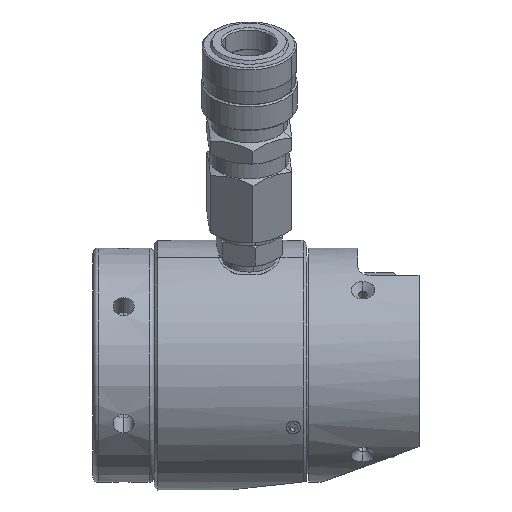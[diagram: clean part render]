
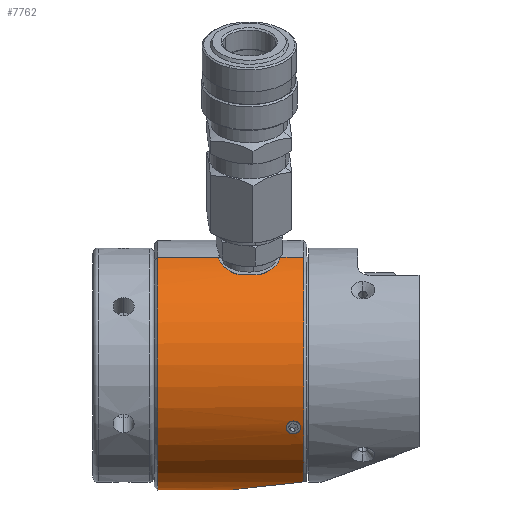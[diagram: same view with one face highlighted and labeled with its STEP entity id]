
A CAD part, left-side view. The second image highlights one B-rep face of the part: STEP entity #7762.
In plain terms, the highlighted cylindrical face has radius 36.75 mm (diameter 73.5 mm), a partial arc.
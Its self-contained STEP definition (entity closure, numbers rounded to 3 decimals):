
#904=DIRECTION('',(0.,1.,0.));
#905=VECTOR('',#904,43.);
#906=CARTESIAN_POINT('',(18.375,34.,-31.826));
#907=LINE('',#906,#905);
#1005=CARTESIAN_POINT('',(0.,77.,0.));
#1006=DIRECTION('',(0.,1.,0.));
#1007=DIRECTION('',(0.5,0.,-0.866));
#1008=AXIS2_PLACEMENT_3D('',#1005,#1006,#1007);
#1010=DIRECTION('',(0.,1.,0.));
#1011=VECTOR('',#1010,18.);
#1012=CARTESIAN_POINT('',(-18.375,59.,31.826));
#1013=LINE('',#1012,#1011);
#1014=CARTESIAN_POINT('',(-25.249,52.915,26.703));
#1015=CARTESIAN_POINT('',(-25.095,53.519,26.849));
#1016=CARTESIAN_POINT('',(-24.698,54.651,27.219));
#1017=CARTESIAN_POINT('',(-23.839,56.156,27.979));
#1018=CARTESIAN_POINT('',(-22.728,57.4,28.893));
#1019=CARTESIAN_POINT('',(-21.411,58.319,29.886));
#1020=CARTESIAN_POINT('',(-19.939,58.877,30.888));
#1021=CARTESIAN_POINT('',(-18.908,59.,31.519));
#1022=CARTESIAN_POINT('',(-18.375,59.,31.826));
#1024=DIRECTION('',(0.,1.,0.));
#1025=VECTOR('',#1024,5.831);
#1026=CARTESIAN_POINT('',(-25.249,47.085,26.703));
#1027=LINE('',#1026,#1025);
#1028=CARTESIAN_POINT('',(-18.375,41.,31.826));
#1029=CARTESIAN_POINT('',(-18.907,41.,31.519));
#1030=CARTESIAN_POINT('',(-19.937,41.124,30.89));
#1031=CARTESIAN_POINT('',(-21.412,41.68,29.885));
#1032=CARTESIAN_POINT('',(-22.727,42.601,28.894));
#1033=CARTESIAN_POINT('',(-23.828,43.829,27.989));
#1034=CARTESIAN_POINT('',(-24.701,45.349,27.217));
#1035=CARTESIAN_POINT('',(-25.095,46.481,26.849));
#1036=CARTESIAN_POINT('',(-25.249,47.085,26.703));
#1038=DIRECTION('',(0.,1.,0.));
#1039=VECTOR('',#1038,7.);
#1040=CARTESIAN_POINT('',(-18.375,34.,31.826));
#1041=LINE('',#1040,#1039);
#2208=CARTESIAN_POINT('',(0.,34.,0.));
#2209=DIRECTION('',(0.,-1.,0.));
#2210=DIRECTION('',(0.355,0.,-0.935));
#2211=AXIS2_PLACEMENT_3D('',#2208,#2209,#2210);
#2218=CARTESIAN_POINT('',(0.,34.,0.));
#2219=DIRECTION('',(0.,-1.,0.));
#2220=DIRECTION('',(-0.5,0.,0.866));
#2221=AXIS2_PLACEMENT_3D('',#2218,#2219,#2220);
#2223=CARTESIAN_POINT('',(-13.037,34.,-34.36));
#2224=CARTESIAN_POINT('',(-10.864,41.507,
-35.184));
#2225=CARTESIAN_POINT('',(-6.519,52.28,
-36.367));
#2226=CARTESIAN_POINT('',(0.,57.506,
-36.941));
#2227=CARTESIAN_POINT('',(6.519,52.28,-36.367));
#2228=CARTESIAN_POINT('',(10.864,41.507,-35.184));
#2229=CARTESIAN_POINT('',(13.037,34.,-34.36));
#2238=CARTESIAN_POINT('',(13.037,34.,-34.36));
#3918=CARTESIAN_POINT('',(-31.826,39.1,-18.375));
#3919=CARTESIAN_POINT('',(-31.95,39.1,-18.161));
#3920=CARTESIAN_POINT('',(-32.178,39.026,
-17.756));
#3921=CARTESIAN_POINT('',(-32.483,38.707,
-17.191));
#3922=CARTESIAN_POINT('',(-32.708,38.225,
-16.756));
#3923=CARTESIAN_POINT('',(-32.846,37.637,
-16.484));
#3924=CARTESIAN_POINT('',(-32.892,36.999,
-16.392));
#3925=CARTESIAN_POINT('',(-32.846,36.362,
-16.484));
#3926=CARTESIAN_POINT('',(-32.708,35.774,
-16.757));
#3927=CARTESIAN_POINT('',(-32.483,35.292,
-17.192));
#3928=CARTESIAN_POINT('',(-32.178,34.974,
-17.756));
#3929=CARTESIAN_POINT('',(-31.95,34.9,-18.161));
#3930=CARTESIAN_POINT('',(-31.826,34.9,-18.375));
#4009=CARTESIAN_POINT('',(-31.826,34.9,-18.375));
#4010=CARTESIAN_POINT('',(-31.703,34.9,-18.589));
#4011=CARTESIAN_POINT('',(-31.466,34.974,
-18.99));
#4012=CARTESIAN_POINT('',(-31.129,35.293,
-19.536));
#4013=CARTESIAN_POINT('',(-30.866,35.775,
-19.948));
#4014=CARTESIAN_POINT('',(-30.698,36.363,
-20.204));
#4015=CARTESIAN_POINT('',(-30.642,37.001,
-20.289));
#4016=CARTESIAN_POINT('',(-30.699,37.638,
-20.203));
#4017=CARTESIAN_POINT('',(-30.866,38.226,
-19.948));
#4018=CARTESIAN_POINT('',(-31.13,38.708,
-19.535));
#4019=CARTESIAN_POINT('',(-31.466,39.026,
-18.989));
#4020=CARTESIAN_POINT('',(-31.703,39.1,-18.589));
#4021=CARTESIAN_POINT('',(-31.826,39.1,-18.375));
#5625=CARTESIAN_POINT('',(18.375,34.,-31.826));
#5626=CARTESIAN_POINT('',(18.375,77.,-31.826));
#5627=VERTEX_POINT('',#5625);
#5628=VERTEX_POINT('',#5626);
#5629=VERTEX_POINT('',#2238);
#5631=CARTESIAN_POINT('',(-18.375,59.,31.826));
#5632=CARTESIAN_POINT('',(-18.375,77.,31.826));
#5633=VERTEX_POINT('',#5631);
#5634=VERTEX_POINT('',#5632);
#5639=CARTESIAN_POINT('',(-18.375,34.,31.826));
#5640=CARTESIAN_POINT('',(-18.375,41.,31.826));
#5641=VERTEX_POINT('',#5639);
#5642=VERTEX_POINT('',#5640);
#5667=VERTEX_POINT('',#1014);
#5672=CARTESIAN_POINT('',(-13.037,34.,-34.36));
#5673=VERTEX_POINT('',#5672);
#5686=VERTEX_POINT('',#1036);
#6356=CARTESIAN_POINT('',(-31.826,39.1,-18.375));
#6357=CARTESIAN_POINT('',(-31.826,34.9,-18.375));
#6358=VERTEX_POINT('',#6356);
#6359=VERTEX_POINT('',#6357);
#7733=CARTESIAN_POINT('',(0.,33.,0.));
#7734=DIRECTION('',(0.,-1.,0.));
#7735=DIRECTION('',(0.5,0.,-0.866));
#7736=AXIS2_PLACEMENT_3D('',#7733,#7734,#7735);
#7737=CYLINDRICAL_SURFACE('',#7736,36.75);
#7738=ORIENTED_EDGE('',*,*,#7663,.F.);
#7740=ORIENTED_EDGE('',*,*,#7739,.F.);
#7742=ORIENTED_EDGE('',*,*,#7741,.F.);
#7744=ORIENTED_EDGE('',*,*,#7743,.F.);
#7745=ORIENTED_EDGE('',*,*,#7655,.F.);
#7747=ORIENTED_EDGE('',*,*,#7746,.T.);
#7749=ORIENTED_EDGE('',*,*,#7748,.T.);
#7751=ORIENTED_EDGE('',*,*,#7750,.T.);
#7752=ORIENTED_EDGE('',*,*,#7651,.T.);
#7753=ORIENTED_EDGE('',*,*,#7726,.T.);
#7754=EDGE_LOOP('',(#7738,#7740,#7742,#7744,#7745,#7747,#7749,#7751,#7752,
#7753));
#7755=FACE_OUTER_BOUND('',#7754,.F.);
#7757=ORIENTED_EDGE('',*,*,#7756,.F.);
#7759=ORIENTED_EDGE('',*,*,#7758,.F.);
#7760=EDGE_LOOP('',(#7757,#7759));
#7761=FACE_BOUND('',#7760,.F.);
#7762=ADVANCED_FACE('',(#7755,#7761),#7737,.T.);
#1009=CIRCLE('',#1008,36.75);
#1023=B_SPLINE_CURVE_WITH_KNOTS('',3,(#1014,#1015,#1016,#1017,#1018,#1019,#1020,
#1021,#1022),.UNSPECIFIED.,.F.,.F.,(4,1,1,1,1,1,4),(0.,0.167,
0.333,0.5,0.667,0.833,1.),
.UNSPECIFIED.);
#1037=B_SPLINE_CURVE_WITH_KNOTS('',3,(#1028,#1029,#1030,#1031,#1032,#1033,#1034,
#1035,#1036),.UNSPECIFIED.,.F.,.F.,(4,1,1,1,1,1,4),(0.,0.167,
0.333,0.5,0.667,0.833,1.),
.UNSPECIFIED.);
#2212=CIRCLE('',#2211,36.75);
#2222=CIRCLE('',#2221,36.75);
#2230=B_SPLINE_CURVE_WITH_KNOTS('',3,(#2223,#2224,#2225,#2226,#2227,#2228,
#2229),.UNSPECIFIED.,.F.,.F.,(4,1,1,1,4),(0.,0.25,0.5,0.75,1.),
.UNSPECIFIED.);
#3931=B_SPLINE_CURVE_WITH_KNOTS('',3,(#3918,#3919,#3920,#3921,#3922,#3923,#3924,
#3925,#3926,#3927,#3928,#3929,#3930),.UNSPECIFIED.,.F.,.F.,(4,1,1,1,1,1,1,1,1,1,
4),(0.,0.1,0.2,0.3,0.4,0.5,0.6,0.7,0.8,0.9,1.),
.UNSPECIFIED.);
#4022=B_SPLINE_CURVE_WITH_KNOTS('',3,(#4009,#4010,#4011,#4012,#4013,#4014,#4015,
#4016,#4017,#4018,#4019,#4020,#4021),.UNSPECIFIED.,.F.,.F.,(4,1,1,1,1,1,1,1,1,1,
4),(0.,0.1,0.2,0.3,0.4,0.5,0.6,0.7,0.8,0.9,1.),
.UNSPECIFIED.);
#7651=EDGE_CURVE('',#5627,#5628,#907,.T.);
#7655=EDGE_CURVE('',#5641,#5642,#1041,.T.);
#7663=EDGE_CURVE('',#5633,#5634,#1013,.T.);
#7726=EDGE_CURVE('',#5628,#5634,#1009,.T.);
#7739=EDGE_CURVE('',#5667,#5633,#1023,.T.);
#7741=EDGE_CURVE('',#5686,#5667,#1027,.T.);
#7743=EDGE_CURVE('',#5642,#5686,#1037,.T.);
#7746=EDGE_CURVE('',#5641,#5673,#2222,.T.);
#7748=EDGE_CURVE('',#5673,#5629,#2230,.T.);
#7750=EDGE_CURVE('',#5629,#5627,#2212,.T.);
#7756=EDGE_CURVE('',#6358,#6359,#3931,.T.);
#7758=EDGE_CURVE('',#6359,#6358,#4022,.T.);
